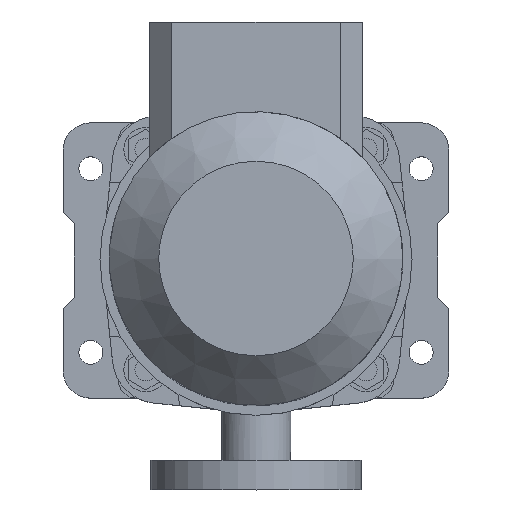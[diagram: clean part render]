
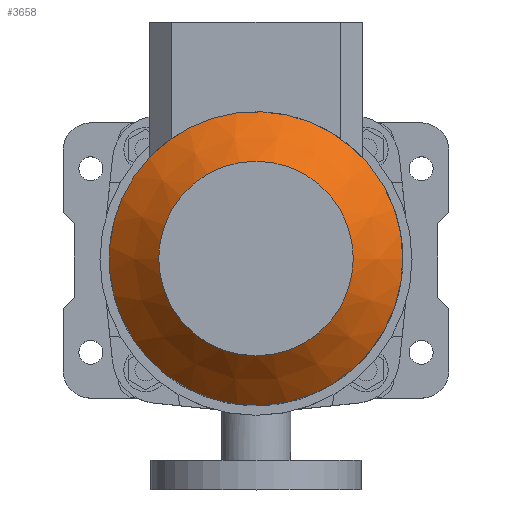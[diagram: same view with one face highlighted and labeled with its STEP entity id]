
A CAD part, top view. The second image highlights one B-rep face of the part: STEP entity #3658.
In plain terms, the highlighted conical face has half-angle 45 degrees and reference radius 53 mm.
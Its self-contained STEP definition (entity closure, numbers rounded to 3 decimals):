
#24=CONICAL_SURFACE('',#4169,53.,0.785);
#345=CIRCLE('',#4145,80.);
#353=CIRCLE('',#4163,53.);
#1244=ORIENTED_EDGE('',*,*,#1685,.F.);
#1245=ORIENTED_EDGE('',*,*,#1699,.F.);
#1685=EDGE_CURVE('',#2029,#2029,#345,.T.);
#1699=EDGE_CURVE('',#2042,#2042,#353,.F.);
#2029=VERTEX_POINT('',#6927);
#2042=VERTEX_POINT('',#6960);
#2976=EDGE_LOOP('',(#1244));
#2977=EDGE_LOOP('',(#1245));
#3307=FACE_BOUND('',#2976,.T.);
#3308=FACE_BOUND('',#2977,.T.);
#3658=ADVANCED_FACE('',(#3307,#3308),#24,.T.);
#4145=AXIS2_PLACEMENT_3D('',#6926,#5169,#5170);
#4163=AXIS2_PLACEMENT_3D('',#6959,#5207,#5208);
#4169=AXIS2_PLACEMENT_3D('',#6990,#5235,#5236);
#5169=DIRECTION('',(0.,0.,-1.));
#5170=DIRECTION('',(-1.,0.,0.));
#5207=DIRECTION('',(0.,0.,-1.));
#5208=DIRECTION('',(-1.,0.,0.));
#5235=DIRECTION('',(0.,0.,-1.));
#5236=DIRECTION('',(-1.,0.,0.));
#6926=CARTESIAN_POINT('',(0.,0.,205.));
#6927=CARTESIAN_POINT('',(-80.,0.,205.));
#6959=CARTESIAN_POINT('',(0.,0.,232.));
#6960=CARTESIAN_POINT('',(-53.,0.,232.));
#6990=CARTESIAN_POINT('',(0.,0.,232.));
